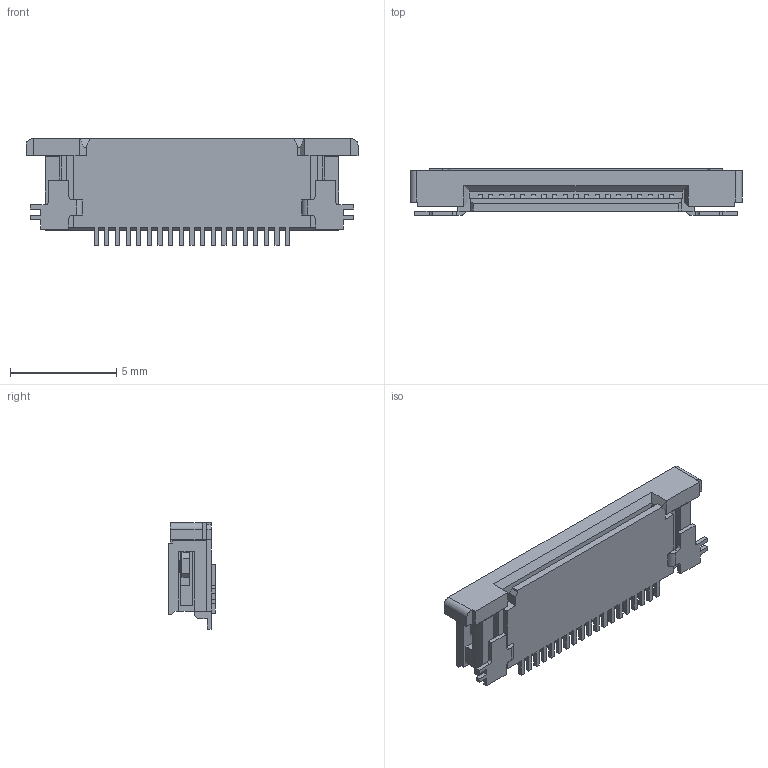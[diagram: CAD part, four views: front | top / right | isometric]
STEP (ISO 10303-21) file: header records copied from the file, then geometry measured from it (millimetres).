
FILE_DESCRIPTION((''),'2;1');
FILE_NAME('527461971','2019-04-10T',('gga'),(''),'PRO/ENGINEER BY PARAMETRIC TECHNOLOGY CORPORATION, 2016010','PRO/ENGINEER BY PARAMETRIC TECHNOLOGY CORPORATION, 2016010','');
FILE_SCHEMA(('CONFIG_CONTROL_DESIGN'));
Length unit declared in the file: millimetre
Products named in the file (1): 527461971
Bounding box: 15.6 x 2.2 x 5 mm (x, y, z)
Volume: 96.6 mm3; surface area: 372.1 mm2
Topology: 1 solids, 3 shells, 545 faces, 1659 edges, 1130 vertices
Faces by surface type: plane 493, cylinder 52
Entity records: 18197 total; most frequent: CARTESIAN_POINT 3247, ORIENTED_EDGE 3142, DIRECTION 2859, EDGE_CURVE 1571, VECTOR 1551, LINE 1551, VERTEX_POINT 1042, AXIS2_PLACEMENT_3D 654
